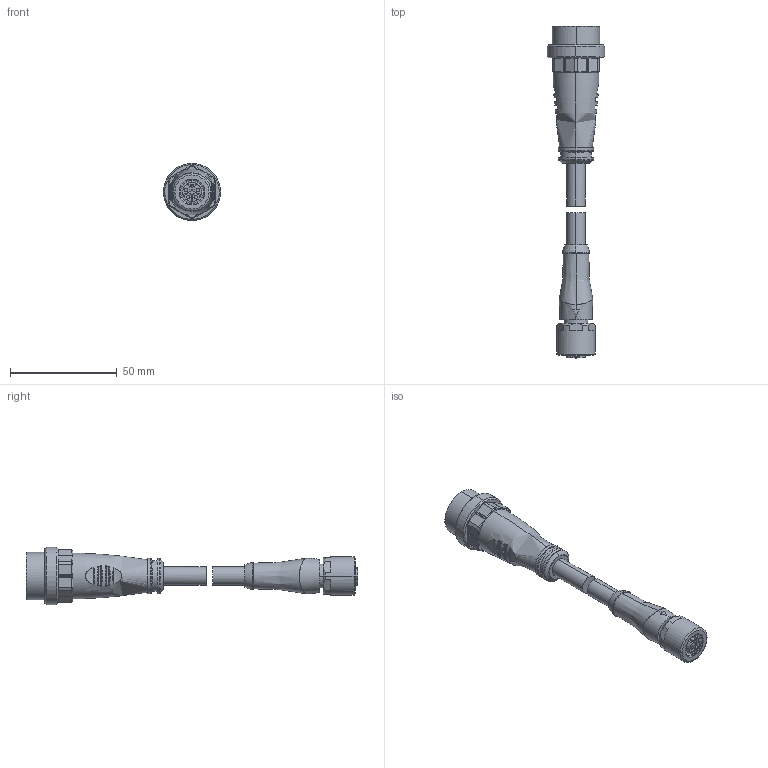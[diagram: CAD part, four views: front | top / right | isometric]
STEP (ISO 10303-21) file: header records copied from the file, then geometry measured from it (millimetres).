
FILE_DESCRIPTION (( 'STEP AP203' ), '1' );
FILE_NAME ('7000-P4541-P040200.step', '2021-12-20T18:17:28', ( '' ), ( '' ), 'SwSTEP 2.0', 'SolidWorks 2021', '' );
FILE_SCHEMA (( 'CONFIG_CONTROL_DESIGN' ));
Length unit declared in the file: inch
Products named in the file (3): 7000-P4541-P040200_1; 7000-P4541-P040200; 7000-P4541-P040200_2
Assembly tree (2 placements, depth 2):
  7000-P4541-P040200
    7000-P4541-P040200_1
    7000-P4541-P040200_2
Bounding box: 26.84 x 155.57 x 26.84 mm (x, y, z)
Volume: 31227.3 mm3; surface area: 11373.6 mm2
Topology: 3 solids, 3 shells, 396 faces, 927 edges, 561 vertices
Faces by surface type: cylinder 120, bspline 112, plane 105, cone 53, torus 6
Entity records: 22041 total; most frequent: CARTESIAN_POINT 13697, ORIENTED_EDGE 1834, DIRECTION 1386, EDGE_CURVE 917, VERTEX_POINT 561, AXIS2_PLACEMENT_3D 556, EDGE_LOOP 432, ADVANCED_FACE 396
